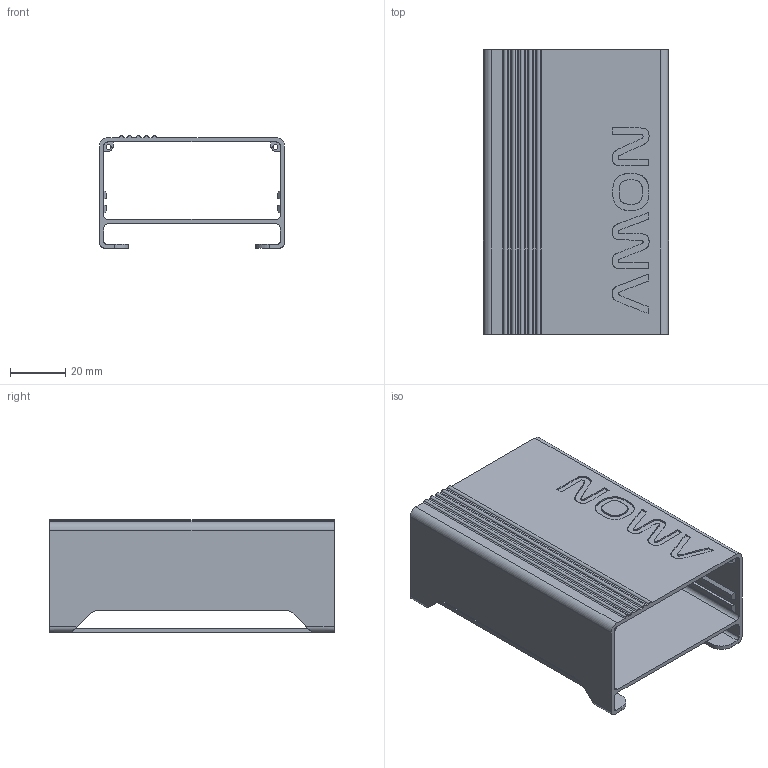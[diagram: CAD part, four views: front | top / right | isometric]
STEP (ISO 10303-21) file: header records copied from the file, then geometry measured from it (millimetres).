
FILE_DESCRIPTION(/* description */ (''),/* implementation_level */ '2;1');
FILE_NAME(/* name */ 'Case v4.step',/* time_stamp */ '2022-10-21T16:48:45+02:00',/* author */ (''),/* organization */ (''),/* preprocessor_version */ 'ST-DEVELOPER v19',/* originating_system */ 'Autodesk Translation Framework v11.7.0.108',/* authorisation */ '');
FILE_SCHEMA (('AUTOMOTIVE_DESIGN { 1 0 10303 214 3 1 1 }'));
Length unit declared in the file: millimetre
Products named in the file (1): Case
Bounding box: 67 x 103 x 40.75 mm (x, y, z)
Volume: 34714.6 mm3; surface area: 45115.6 mm2
Topology: 1 solids, 1 shells, 376 faces, 1107 edges, 738 vertices
Faces by surface type: cylinder 293, plane 83
Full cylindrical faces by diameter (mm): 1.8 x2
Entity records: 12902 total; most frequent: DIRECTION 2443, CARTESIAN_POINT 2242, ORIENTED_EDGE 2214, EDGE_CURVE 1107, AXIS2_PLACEMENT_3D 963, VERTEX_POINT 738, CIRCLE 578, LINE 517
